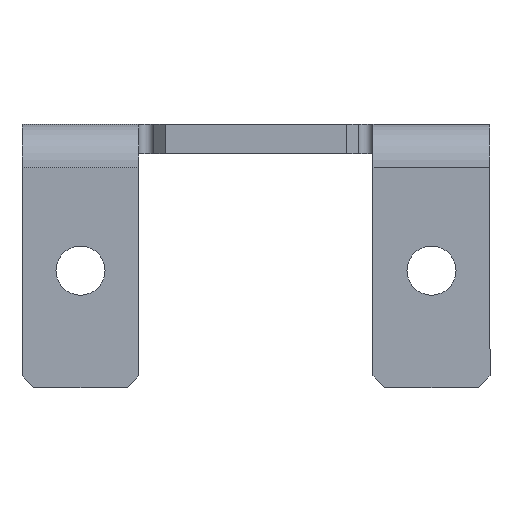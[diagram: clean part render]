
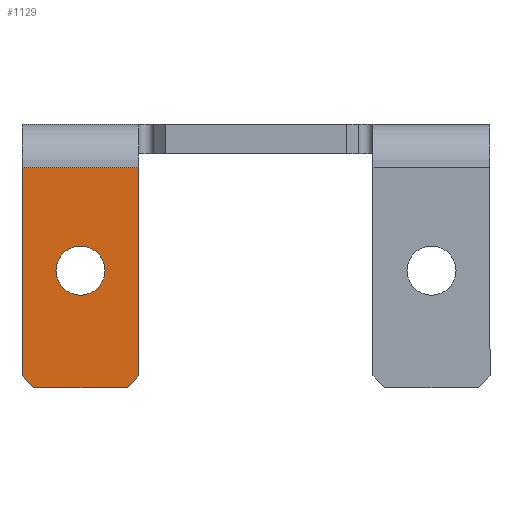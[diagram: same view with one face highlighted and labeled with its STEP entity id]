
A CAD part, front view. The second image highlights one B-rep face of the part: STEP entity #1129.
In plain terms, the highlighted planar face has unit normal (0, -1, 0).
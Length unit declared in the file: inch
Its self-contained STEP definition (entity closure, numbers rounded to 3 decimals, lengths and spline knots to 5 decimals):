
#57 = EDGE_CURVE ( 'NONE', #911, #1196, #796, .T. ) ;
#88 = CARTESIAN_POINT ( 'NONE',  ( -3.43125, 0., -0.06 ) ) ;
#107 = AXIS2_PLACEMENT_3D ( 'NONE', #358, #355, #354 ) ;
#144 = CARTESIAN_POINT ( 'NONE',  ( -2.93125, 0., -0.95 ) ) ;
#148 = VERTEX_POINT ( 'NONE', #88 ) ;
#184 = CARTESIAN_POINT ( 'NONE',  ( -2.98125, 0., -1. ) ) ;
#204 = EDGE_LOOP ( 'NONE', ( #870, #1432, #1084, #1139, #1318, #1344 ) ) ;
#280 = VECTOR ( 'NONE', #331, 39.37008 ) ;
#282 = LINE ( 'NONE', #366, #280 ) ;
#287 = CIRCLE ( 'NONE', #107, 0.105 ) ;
#317 = FACE_OUTER_BOUND ( 'NONE', #204, .T. ) ;
#319 = FACE_BOUND ( 'NONE', #1362, .T. ) ;
#328 = CARTESIAN_POINT ( 'NONE',  ( -3.38125, 0., -1. ) ) ;
#331 = DIRECTION ( 'NONE',  ( 0., 0., -1. ) ) ;
#354 = DIRECTION ( 'NONE',  ( 0., 0., 1. ) ) ;
#355 = DIRECTION ( 'NONE',  ( 0., 1., 0. ) ) ;
#357 = VECTOR ( 'NONE', #569, 39.37008 ) ;
#358 = CARTESIAN_POINT ( 'NONE',  ( -3.18125, 0., -0.5 ) ) ;
#366 = CARTESIAN_POINT ( 'NONE',  ( -3.43125, 0., 0. ) ) ;
#372 = VECTOR ( 'NONE', #656, 39.37008 ) ;
#379 = LINE ( 'NONE', #572, #357 ) ;
#389 = LINE ( 'NONE', #633, #372 ) ;
#396 = VECTOR ( 'NONE', #753, 39.37008 ) ;
#409 = CIRCLE ( 'NONE', #800, 0.105 ) ;
#420 = LINE ( 'NONE', #682, #396 ) ;
#439 = DIRECTION ( 'NONE',  ( 0., 0., 1. ) ) ;
#442 = DIRECTION ( 'NONE',  ( 0., 1., 0. ) ) ;
#450 = CARTESIAN_POINT ( 'NONE',  ( 0., 0., 0. ) ) ;
#456 = EDGE_CURVE ( 'NONE', #148, #1111, #599, .T. ) ;
#469 = PLANE ( 'NONE',  #1436 ) ;
#505 = CARTESIAN_POINT ( 'NONE',  ( -2.93125, 0., -0.06 ) ) ;
#569 = DIRECTION ( 'NONE',  ( 0.707, 0., 0.707 ) ) ;
#572 = CARTESIAN_POINT ( 'NONE',  ( -2.93125, 0., -0.95 ) ) ;
#587 = VECTOR ( 'NONE', #1376, 39.37008 ) ;
#599 = LINE ( 'NONE', #1358, #587 ) ;
#633 = CARTESIAN_POINT ( 'NONE',  ( -2.93125, 0., 0. ) ) ;
#634 = CARTESIAN_POINT ( 'NONE',  ( -3.18125, 0., -0.605 ) ) ;
#656 = DIRECTION ( 'NONE',  ( 0., 0., 1. ) ) ;
#682 = CARTESIAN_POINT ( 'NONE',  ( 0., 0., -1. ) ) ;
#753 = DIRECTION ( 'NONE',  ( 1., 0., 0. ) ) ;
#758 = DIRECTION ( 'NONE',  ( 0., 0., 1. ) ) ;
#760 = DIRECTION ( 'NONE',  ( 0., 1., 0. ) ) ;
#762 = CARTESIAN_POINT ( 'NONE',  ( -3.18125, 0., -0.5 ) ) ;
#767 = CARTESIAN_POINT ( 'NONE',  ( -3.18125, 0., -0.395 ) ) ;
#772 = VECTOR ( 'NONE', #878, 39.37008 ) ;
#796 = LINE ( 'NONE', #841, #772 ) ;
#800 = AXIS2_PLACEMENT_3D ( 'NONE', #762, #760, #758 ) ;
#826 = CARTESIAN_POINT ( 'NONE',  ( -3.43125, 0., -0.95 ) ) ;
#841 = CARTESIAN_POINT ( 'NONE',  ( -3.38125, 0., -1. ) ) ;
#870 = ORIENTED_EDGE ( 'NONE', *, *, #984, .T. ) ;
#878 = DIRECTION ( 'NONE',  ( 0.707, 0., -0.707 ) ) ;
#911 = VERTEX_POINT ( 'NONE', #826 ) ;
#944 = EDGE_CURVE ( 'NONE', #1028, #948, #409, .T. ) ;
#948 = VERTEX_POINT ( 'NONE', #767 ) ;
#984 = EDGE_CURVE ( 'NONE', #1196, #1277, #420, .T. ) ;
#1006 = EDGE_CURVE ( 'NONE', #1322, #1111, #389, .T. ) ;
#1009 = ORIENTED_EDGE ( 'NONE', *, *, #1168, .T. ) ;
#1028 = VERTEX_POINT ( 'NONE', #634 ) ;
#1044 = EDGE_CURVE ( 'NONE', #1277, #1322, #379, .T. ) ;
#1084 = ORIENTED_EDGE ( 'NONE', *, *, #1006, .T. ) ;
#1111 = VERTEX_POINT ( 'NONE', #505 ) ;
#1129 = ADVANCED_FACE ( 'NONE', ( #319, #317 ), #469, .F. ) ;
#1139 = ORIENTED_EDGE ( 'NONE', *, *, #456, .F. ) ;
#1168 = EDGE_CURVE ( 'NONE', #948, #1028, #287, .T. ) ;
#1178 = EDGE_CURVE ( 'NONE', #148, #911, #282, .T. ) ;
#1196 = VERTEX_POINT ( 'NONE', #328 ) ;
#1253 = ORIENTED_EDGE ( 'NONE', *, *, #944, .T. ) ;
#1277 = VERTEX_POINT ( 'NONE', #184 ) ;
#1318 = ORIENTED_EDGE ( 'NONE', *, *, #1178, .T. ) ;
#1322 = VERTEX_POINT ( 'NONE', #144 ) ;
#1344 = ORIENTED_EDGE ( 'NONE', *, *, #57, .T. ) ;
#1358 = CARTESIAN_POINT ( 'NONE',  ( -2.93125, 0., -0.06 ) ) ;
#1362 = EDGE_LOOP ( 'NONE', ( #1009, #1253 ) ) ;
#1376 = DIRECTION ( 'NONE',  ( 1., 0., 0. ) ) ;
#1432 = ORIENTED_EDGE ( 'NONE', *, *, #1044, .T. ) ;
#1436 = AXIS2_PLACEMENT_3D ( 'NONE', #450, #442, #439 ) ;
